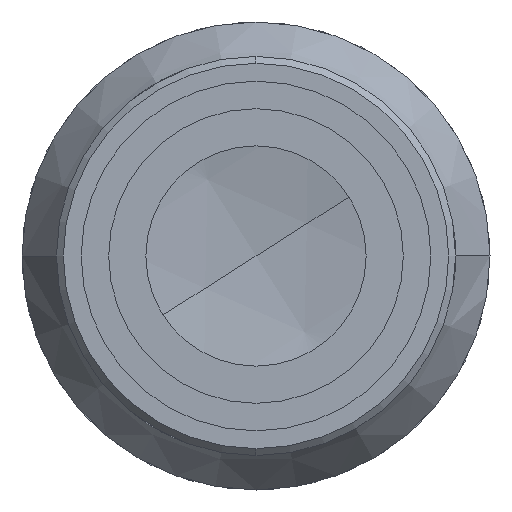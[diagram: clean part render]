
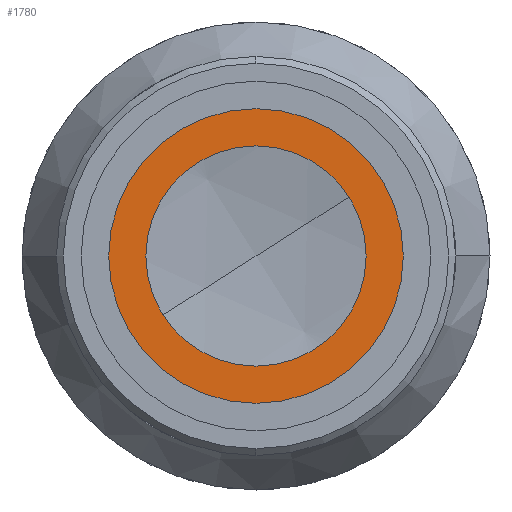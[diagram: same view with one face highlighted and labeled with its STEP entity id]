
A CAD part, front view. The second image highlights one B-rep face of the part: STEP entity #1780.
In plain terms, the highlighted planar face has unit normal (0, -1, 0).
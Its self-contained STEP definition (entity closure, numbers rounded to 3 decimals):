
#137 = DIRECTION ( 'NONE',  ( 0., 1., 0. ) ) ;
#156 = CIRCLE ( 'NONE', #725, 8. ) ;
#157 = CARTESIAN_POINT ( 'NONE',  ( 0., -124.44, 11.5 ) ) ;
#216 = VERTEX_POINT ( 'NONE', #1818 ) ;
#288 = FACE_OUTER_BOUND ( 'NONE', #618, .T. ) ;
#289 = AXIS2_PLACEMENT_3D ( 'NONE', #1654, #662, #1824 ) ;
#324 = AXIS2_PLACEMENT_3D ( 'NONE', #1454, #464, #1622 ) ;
#374 = CARTESIAN_POINT ( 'NONE',  ( 0., -124.44, 0. ) ) ;
#464 = DIRECTION ( 'NONE',  ( 0., 1., 0. ) ) ;
#536 = CIRCLE ( 'NONE', #324, 11.5 ) ;
#543 = EDGE_CURVE ( 'NONE', #832, #689, #536, .T. ) ;
#545 = DIRECTION ( 'NONE',  ( 0., 0., 1. ) ) ;
#618 = EDGE_LOOP ( 'NONE', ( #1461, #954 ) ) ;
#662 = DIRECTION ( 'NONE',  ( 0., 1., 0. ) ) ;
#689 = VERTEX_POINT ( 'NONE', #157 ) ;
#723 = DIRECTION ( 'NONE',  ( 0., -1., 0. ) ) ;
#725 = AXIS2_PLACEMENT_3D ( 'NONE', #1129, #137, #1301 ) ;
#782 = CIRCLE ( 'NONE', #1350, 8. ) ;
#832 = VERTEX_POINT ( 'NONE', #1018 ) ;
#881 = CARTESIAN_POINT ( 'NONE',  ( -11.5, -124.44, 0. ) ) ;
#954 = ORIENTED_EDGE ( 'NONE', *, *, #543, .F. ) ;
#960 = AXIS2_PLACEMENT_3D ( 'NONE', #881, #723, #1891 ) ;
#989 = CIRCLE ( 'NONE', #289, 11.5 ) ;
#1018 = CARTESIAN_POINT ( 'NONE',  ( 0., -124.44, -11.5 ) ) ;
#1019 = ORIENTED_EDGE ( 'NONE', *, *, #2040, .T. ) ;
#1129 = CARTESIAN_POINT ( 'NONE',  ( 0., -124.44, 0. ) ) ;
#1301 = DIRECTION ( 'NONE',  ( 0., 0., 1. ) ) ;
#1350 = AXIS2_PLACEMENT_3D ( 'NONE', #374, #1536, #545 ) ;
#1454 = CARTESIAN_POINT ( 'NONE',  ( 0., -124.44, 0. ) ) ;
#1461 = ORIENTED_EDGE ( 'NONE', *, *, #2106, .F. ) ;
#1536 = DIRECTION ( 'NONE',  ( 0., 1., 0. ) ) ;
#1622 = DIRECTION ( 'NONE',  ( 0., 0., 1. ) ) ;
#1654 = CARTESIAN_POINT ( 'NONE',  ( 0., -124.44, 0. ) ) ;
#1730 = PLANE ( 'NONE',  #960 ) ;
#1737 = EDGE_CURVE ( 'NONE', #216, #1798, #782, .T. ) ;
#1742 = CARTESIAN_POINT ( 'NONE',  ( 0., -124.44, -8. ) ) ;
#1780 = ADVANCED_FACE ( 'NONE', ( #2002, #288 ), #1730, .T. ) ;
#1798 = VERTEX_POINT ( 'NONE', #1742 ) ;
#1818 = CARTESIAN_POINT ( 'NONE',  ( 0., -124.44, 8. ) ) ;
#1824 = DIRECTION ( 'NONE',  ( 0., 0., 1. ) ) ;
#1859 = EDGE_LOOP ( 'NONE', ( #1972, #1019 ) ) ;
#1891 = DIRECTION ( 'NONE',  ( 0., 0., -1. ) ) ;
#1972 = ORIENTED_EDGE ( 'NONE', *, *, #1737, .T. ) ;
#2002 = FACE_BOUND ( 'NONE', #1859, .T. ) ;
#2040 = EDGE_CURVE ( 'NONE', #1798, #216, #156, .T. ) ;
#2106 = EDGE_CURVE ( 'NONE', #689, #832, #989, .T. ) ;
